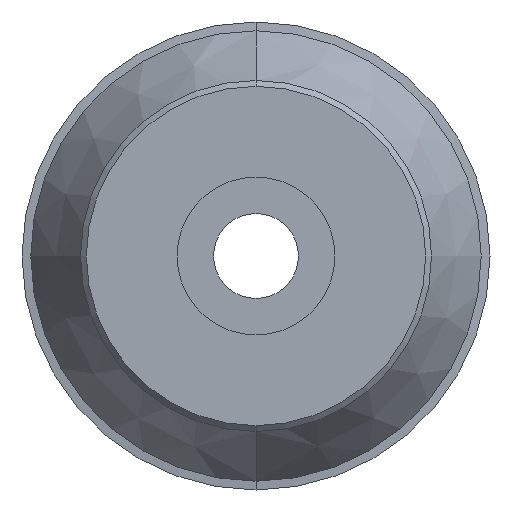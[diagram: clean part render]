
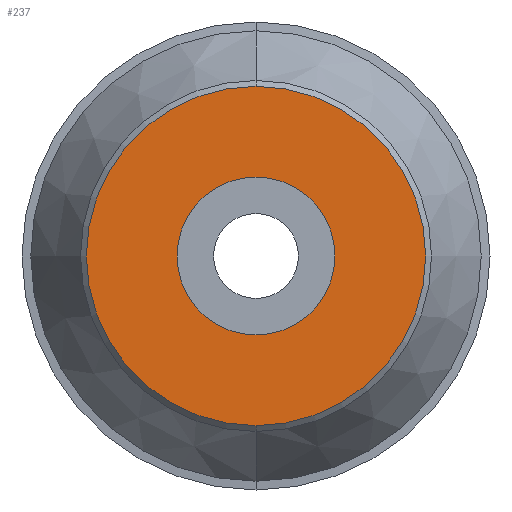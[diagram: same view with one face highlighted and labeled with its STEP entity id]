
A CAD part, front view. The second image highlights one B-rep face of the part: STEP entity #237.
In plain terms, the highlighted planar face has unit normal (0, -1, 0).
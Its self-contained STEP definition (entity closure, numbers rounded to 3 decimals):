
#9 = CARTESIAN_POINT ( 'NONE',  ( 0., 0., 0. ) ) ;
#34 = ORIENTED_EDGE ( 'NONE', *, *, #344, .T. ) ;
#42 = FACE_BOUND ( 'NONE', #678, .T. ) ;
#46 = DIRECTION ( 'NONE',  ( 0., 0., -1. ) ) ;
#50 = CARTESIAN_POINT ( 'NONE',  ( 0., 0., 29. ) ) ;
#105 = CARTESIAN_POINT ( 'NONE',  ( 0., 0., 13.5 ) ) ;
#126 = DIRECTION ( 'NONE',  ( 0., 0., -1. ) ) ;
#135 = AXIS2_PLACEMENT_3D ( 'NONE', #322, #459, #662 ) ;
#139 = VERTEX_POINT ( 'NONE', #255 ) ;
#193 = DIRECTION ( 'NONE',  ( 0., -1., 0. ) ) ;
#195 = DIRECTION ( 'NONE',  ( 0., -1., 0. ) ) ;
#206 = VERTEX_POINT ( 'NONE', #50 ) ;
#216 = ORIENTED_EDGE ( 'NONE', *, *, #247, .F. ) ;
#222 = AXIS2_PLACEMENT_3D ( 'NONE', #9, #435, #847 ) ;
#237 = ADVANCED_FACE ( 'NONE', ( #42, #603 ), #594, .F. ) ;
#247 = EDGE_CURVE ( 'NONE', #883, #461, #471, .T. ) ;
#255 = CARTESIAN_POINT ( 'NONE',  ( 0., 0., -29. ) ) ;
#322 = CARTESIAN_POINT ( 'NONE',  ( 0., 0., 0. ) ) ;
#332 = EDGE_CURVE ( 'NONE', #139, #206, #626, .T. ) ;
#344 = EDGE_CURVE ( 'NONE', #206, #139, #884, .T. ) ;
#357 = CARTESIAN_POINT ( 'NONE',  ( 0., 0., -13.5 ) ) ;
#382 = CARTESIAN_POINT ( 'NONE',  ( 0., 0., 0. ) ) ;
#397 = CARTESIAN_POINT ( 'NONE',  ( 0., 0., 0. ) ) ;
#435 = DIRECTION ( 'NONE',  ( 0., -1., 0. ) ) ;
#440 = EDGE_CURVE ( 'NONE', #461, #883, #718, .T. ) ;
#452 = ORIENTED_EDGE ( 'NONE', *, *, #440, .F. ) ;
#459 = DIRECTION ( 'NONE',  ( 0., 1., 0. ) ) ;
#461 = VERTEX_POINT ( 'NONE', #357 ) ;
#462 = DIRECTION ( 'NONE',  ( 0., 0., -1. ) ) ;
#463 = DIRECTION ( 'NONE',  ( 0., -1., 0. ) ) ;
#471 = CIRCLE ( 'NONE', #873, 13.5 ) ;
#550 = ORIENTED_EDGE ( 'NONE', *, *, #332, .T. ) ;
#594 = PLANE ( 'NONE',  #135 ) ;
#603 = FACE_OUTER_BOUND ( 'NONE', #830, .T. ) ;
#626 = CIRCLE ( 'NONE', #694, 29. ) ;
#662 = DIRECTION ( 'NONE',  ( 0., 0., 1. ) ) ;
#678 = EDGE_LOOP ( 'NONE', ( #452, #216 ) ) ;
#694 = AXIS2_PLACEMENT_3D ( 'NONE', #871, #193, #462 ) ;
#718 = CIRCLE ( 'NONE', #222, 13.5 ) ;
#743 = AXIS2_PLACEMENT_3D ( 'NONE', #397, #195, #46 ) ;
#830 = EDGE_LOOP ( 'NONE', ( #34, #550 ) ) ;
#847 = DIRECTION ( 'NONE',  ( 0., 0., -1. ) ) ;
#871 = CARTESIAN_POINT ( 'NONE',  ( 0., 0., 0. ) ) ;
#873 = AXIS2_PLACEMENT_3D ( 'NONE', #382, #463, #126 ) ;
#883 = VERTEX_POINT ( 'NONE', #105 ) ;
#884 = CIRCLE ( 'NONE', #743, 29. ) ;
